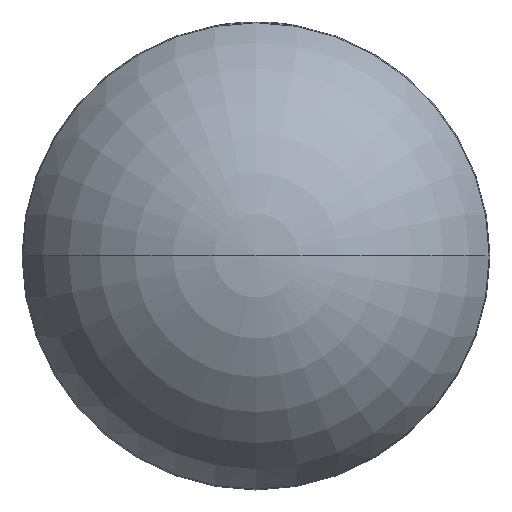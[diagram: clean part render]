
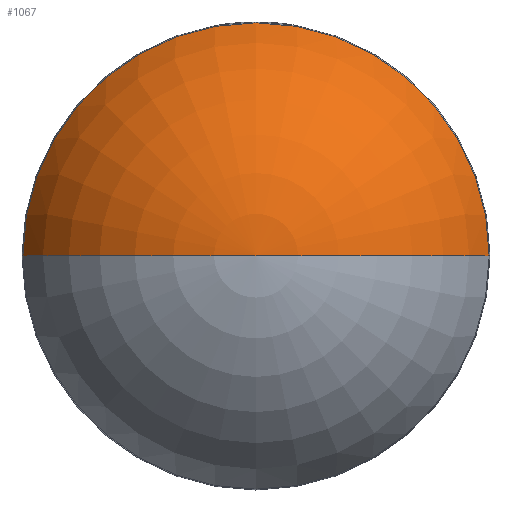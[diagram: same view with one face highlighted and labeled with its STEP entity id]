
A CAD part, top view. The second image highlights one B-rep face of the part: STEP entity #1067.
In plain terms, the highlighted toroidal (fillet/blend) face has major radius 0.005 mm and minor radius 27.6 mm.
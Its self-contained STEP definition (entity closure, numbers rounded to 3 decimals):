
#6 = DIRECTION ( 'NONE',  ( 0., 0., 1. ) ) ;
#85 = DIRECTION ( 'NONE',  ( 0., -1., 0. ) ) ;
#99 = CARTESIAN_POINT ( 'NONE',  ( 0.005, 0., -17.705 ) ) ;
#142 = AXIS2_PLACEMENT_3D ( 'NONE', #99, #85, #586 ) ;
#248 = ORIENTED_EDGE ( 'NONE', *, *, #1184, .T. ) ;
#317 = CIRCLE ( 'NONE', #142, 27.6 ) ;
#322 = VERTEX_POINT ( 'NONE', #729 ) ;
#447 = DIRECTION ( 'NONE',  ( -1., 0., 0. ) ) ;
#469 = CARTESIAN_POINT ( 'NONE',  ( 0., 0., -6.67 ) ) ;
#531 = AXIS2_PLACEMENT_3D ( 'NONE', #1194, #1564, #923 ) ;
#539 = ORIENTED_EDGE ( 'NONE', *, *, #1337, .T. ) ;
#586 = DIRECTION ( 'NONE',  ( 0., 0., -1. ) ) ;
#628 = ORIENTED_EDGE ( 'NONE', *, *, #1200, .F. ) ;
#641 = CIRCLE ( 'NONE', #1300, 27.6 ) ;
#662 = FACE_OUTER_BOUND ( 'NONE', #984, .T. ) ;
#696 = CARTESIAN_POINT ( 'NONE',  ( 25.303, 0., -6.67 ) ) ;
#729 = CARTESIAN_POINT ( 'NONE',  ( -25.303, 0., -6.67 ) ) ;
#740 = AXIS2_PLACEMENT_3D ( 'NONE', #469, #6, #1352 ) ;
#833 = TOROIDAL_SURFACE ( 'NONE', #531, 0.005, 27.6 ) ;
#847 = VERTEX_POINT ( 'NONE', #1267 ) ;
#923 = DIRECTION ( 'NONE',  ( 1., 0., 0. ) ) ;
#984 = EDGE_LOOP ( 'NONE', ( #539, #248, #628 ) ) ;
#1067 = ADVANCED_FACE ( 'NONE', ( #662 ), #833, .T. ) ;
#1106 = VERTEX_POINT ( 'NONE', #696 ) ;
#1157 = CIRCLE ( 'NONE', #740, 25.303 ) ;
#1184 = EDGE_CURVE ( 'NONE', #322, #847, #641, .T. ) ;
#1194 = CARTESIAN_POINT ( 'NONE',  ( 0., 0., -17.705 ) ) ;
#1200 = EDGE_CURVE ( 'NONE', #1106, #847, #317, .T. ) ;
#1267 = CARTESIAN_POINT ( 'NONE',  ( 0., 0., 9.895 ) ) ;
#1300 = AXIS2_PLACEMENT_3D ( 'NONE', #1456, #1478, #447 ) ;
#1337 = EDGE_CURVE ( 'NONE', #1106, #322, #1157, .T. ) ;
#1352 = DIRECTION ( 'NONE',  ( -1., 0., 0. ) ) ;
#1456 = CARTESIAN_POINT ( 'NONE',  ( -0.005, 0., -17.705 ) ) ;
#1478 = DIRECTION ( 'NONE',  ( 0., 1., 0. ) ) ;
#1564 = DIRECTION ( 'NONE',  ( 0., 0., 1. ) ) ;
